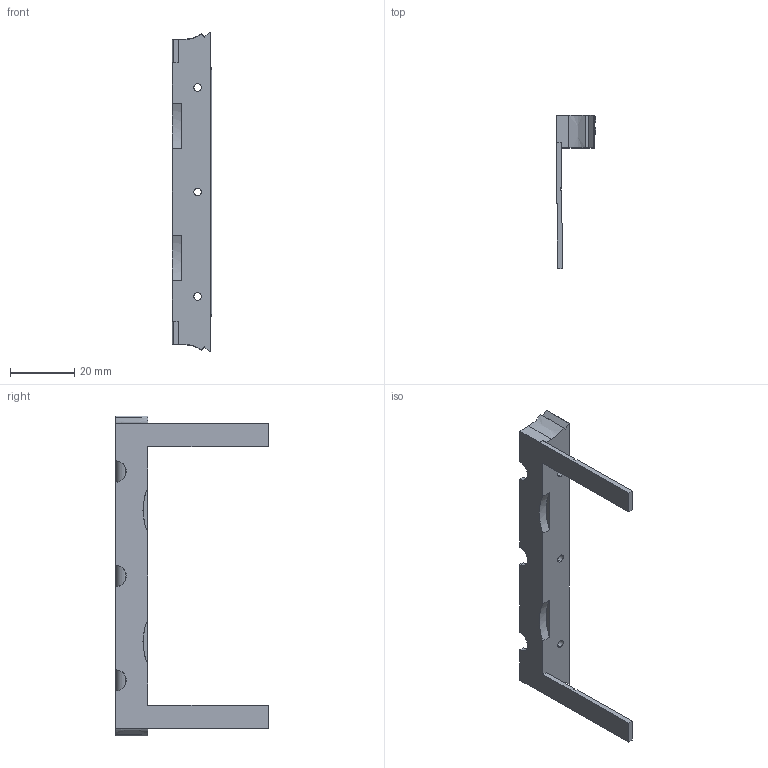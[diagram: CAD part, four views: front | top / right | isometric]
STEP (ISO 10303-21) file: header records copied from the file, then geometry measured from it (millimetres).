
FILE_DESCRIPTION (( 'STEP AP203' ), '1' );
FILE_NAME ('Fibox HFP 130.STEP', '2005-11-30T13:36:37', ( ' ' ), ( ' ' ), 'SwSTEP 2.0', 'SolidWorks 2005187', '' );
FILE_SCHEMA (( 'CONFIG_CONTROL_DESIGN' ));
Length unit declared in the file: millimetre
Products named in the file (1): Fibox HFP 130
Bounding box: 12.3 x 47.5 x 99.5 mm (x, y, z)
Volume: 8031.8 mm3; surface area: 10009.9 mm2
Topology: 2 solids, 2 shells, 118 faces, 320 edges, 206 vertices
Faces by surface type: plane 61, cylinder 49, sphere 4, cone 2, torus 2
Entity records: 3852 total; most frequent: CARTESIAN_POINT 714, DIRECTION 650, ORIENTED_EDGE 632, EDGE_CURVE 316, AXIS2_PLACEMENT_3D 226, VERTEX_POINT 206, VECTOR 198, LINE 198
